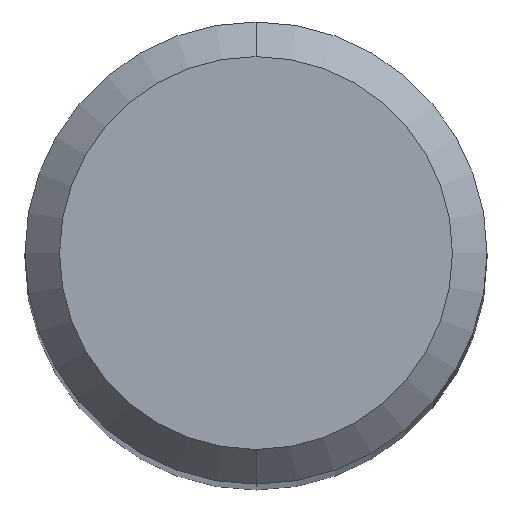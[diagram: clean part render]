
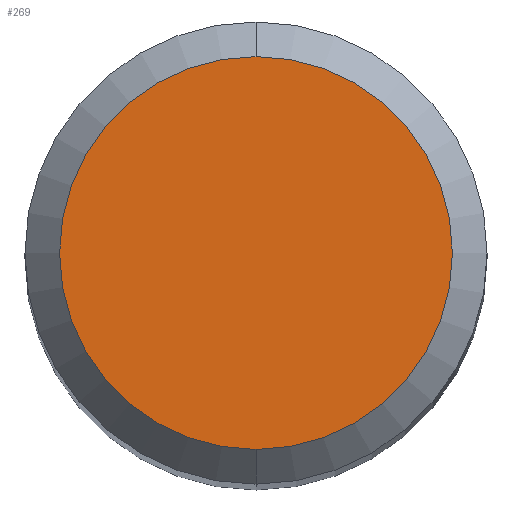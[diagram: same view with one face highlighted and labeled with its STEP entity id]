
A CAD part, top view. The second image highlights one B-rep face of the part: STEP entity #269.
In plain terms, the highlighted planar face has unit normal (0, 0, 1).
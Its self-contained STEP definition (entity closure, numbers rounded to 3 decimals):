
#213=VERTEX_POINT('',#523);
#223=EDGE_CURVE('',#395,#213,#534,.T.);
#269=ADVANCED_FACE('',(#587),#588,.T.);
#323=EDGE_CURVE('',#213,#395,#644,.T.);
#395=VERTEX_POINT('',#724);
#523=CARTESIAN_POINT('',(0.0,1.7,0.0));
#534=CIRCLE('',#887,1.7);
#587=FACE_OUTER_BOUND('',#976,.T.);
#588=PLANE('',#977);
#644=CIRCLE('',#1118,1.7);
#724=CARTESIAN_POINT('',(0.,-1.7,0.0));
#887=AXIS2_PLACEMENT_3D('',#1504,#1505,#1506);
#976=EDGE_LOOP('',(#1574,#1575));
#977=AXIS2_PLACEMENT_3D('',#1576,#1577,#1578);
#1118=AXIS2_PLACEMENT_3D('',#1617,#1618,#1619);
#1504=CARTESIAN_POINT('',(0.0,0.0,0.0));
#1505=DIRECTION('',(0.0,0.0,-1.0));
#1506=DIRECTION('',(0.0,1.0,0.0));
#1574=ORIENTED_EDGE('',*,*,#323,.F.);
#1575=ORIENTED_EDGE('',*,*,#223,.F.);
#1576=CARTESIAN_POINT('',(0.0,0.85,0.0));
#1577=DIRECTION('',(-0.0,0.0,1.0));
#1578=DIRECTION('',(0.0,-1.0,0.0));
#1617=CARTESIAN_POINT('',(0.0,0.0,0.0));
#1618=DIRECTION('',(0.0,0.0,-1.0));
#1619=DIRECTION('',(0.0,1.0,0.0));
